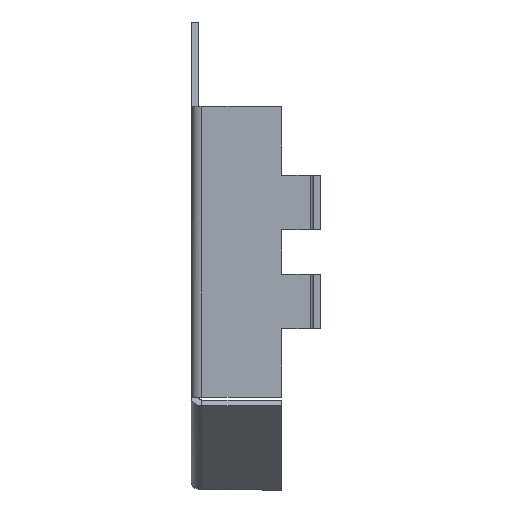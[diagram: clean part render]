
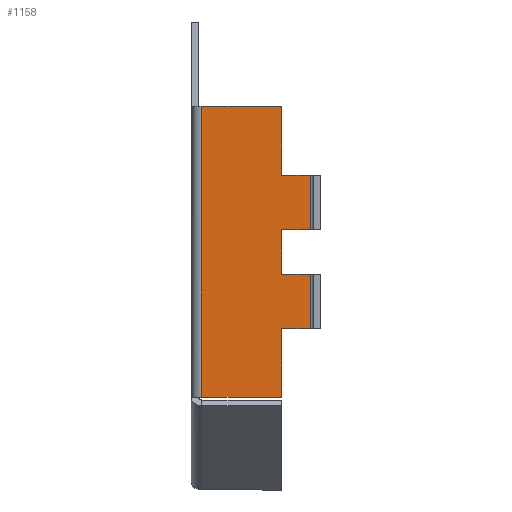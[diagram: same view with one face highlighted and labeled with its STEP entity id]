
A CAD part, left-side view. The second image highlights one B-rep face of the part: STEP entity #1158.
In plain terms, the highlighted planar face has unit normal (-1, 0, 0).
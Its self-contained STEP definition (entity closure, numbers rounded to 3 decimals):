
#37 = AXIS2_PLACEMENT_3D ( 'NONE', #3412, #2165, #3122 ) ;
#59 = DIRECTION ( 'NONE',  ( 0., 1., 0. ) ) ;
#61 = CARTESIAN_POINT ( 'NONE',  ( -10.55, -3., -2.54 ) ) ;
#70 = VERTEX_POINT ( 'NONE', #2469 ) ;
#82 = LINE ( 'NONE', #1369, #2226 ) ;
#181 = VERTEX_POINT ( 'NONE', #2597 ) ;
#260 = CARTESIAN_POINT ( 'NONE',  ( -10.55, -3., 0. ) ) ;
#323 = EDGE_CURVE ( 'NONE', #3406, #3305, #2392, .T. ) ;
#406 = LINE ( 'NONE', #1615, #3832 ) ;
#484 = EDGE_CURVE ( 'NONE', #3827, #3568, #3211, .T. ) ;
#486 = ORIENTED_EDGE ( 'NONE', *, *, #1193, .F. ) ;
#488 = EDGE_CURVE ( 'NONE', #3392, #3305, #3907, .T. ) ;
#502 = DIRECTION ( 'NONE',  ( 0., 0., 1. ) ) ;
#595 = CARTESIAN_POINT ( 'NONE',  ( -10.55, -0.35, -4.815 ) ) ;
#603 = EDGE_CURVE ( 'NONE', #1260, #181, #2055, .T. ) ;
#607 = ORIENTED_EDGE ( 'NONE', *, *, #488, .F. ) ;
#634 = VECTOR ( 'NONE', #3005, 1000. ) ;
#682 = DIRECTION ( 'NONE',  ( 0., 0., 1. ) ) ;
#701 = VECTOR ( 'NONE', #2369, 1000. ) ;
#726 = ORIENTED_EDGE ( 'NONE', *, *, #1042, .T. ) ;
#738 = DIRECTION ( 'NONE',  ( 0., 0., -1. ) ) ;
#858 = VECTOR ( 'NONE', #502, 1000. ) ;
#992 = CARTESIAN_POINT ( 'NONE',  ( -10.55, 0., 4.825 ) ) ;
#1042 = EDGE_CURVE ( 'NONE', #70, #3774, #3686, .T. ) ;
#1158 = ADVANCED_FACE ( 'NONE', ( #2144 ), #3742, .F. ) ;
#1161 = CARTESIAN_POINT ( 'NONE',  ( -10.55, -3.95, -0.74 ) ) ;
#1193 = EDGE_CURVE ( 'NONE', #2898, #1390, #3981, .T. ) ;
#1243 = CARTESIAN_POINT ( 'NONE',  ( -10.55, -3., 0.74 ) ) ;
#1260 = VERTEX_POINT ( 'NONE', #1161 ) ;
#1369 = CARTESIAN_POINT ( 'NONE',  ( -10.55, 0., -4.815 ) ) ;
#1390 = VERTEX_POINT ( 'NONE', #1243 ) ;
#1480 = EDGE_CURVE ( 'NONE', #1738, #3406, #82, .T. ) ;
#1562 = LINE ( 'NONE', #1878, #3979 ) ;
#1615 = CARTESIAN_POINT ( 'NONE',  ( -10.55, -3.95, -0.74 ) ) ;
#1660 = CARTESIAN_POINT ( 'NONE',  ( -10.55, -3.95, 2.54 ) ) ;
#1718 = CARTESIAN_POINT ( 'NONE',  ( -10.55, -3., 4.825 ) ) ;
#1738 = VERTEX_POINT ( 'NONE', #595 ) ;
#1783 = CARTESIAN_POINT ( 'NONE',  ( -10.55, -3.95, 2.54 ) ) ;
#1878 = CARTESIAN_POINT ( 'NONE',  ( -10.55, -0.35, 4.825 ) ) ;
#2032 = CARTESIAN_POINT ( 'NONE',  ( -10.55, -3.95, -0.74 ) ) ;
#2055 = LINE ( 'NONE', #2032, #2753 ) ;
#2084 = LINE ( 'NONE', #3681, #858 ) ;
#2144 = FACE_OUTER_BOUND ( 'NONE', #2715, .T. ) ;
#2165 = DIRECTION ( 'NONE',  ( 1., 0., 0. ) ) ;
#2171 = CARTESIAN_POINT ( 'NONE',  ( -10.55, -3., -4.815 ) ) ;
#2176 = EDGE_CURVE ( 'NONE', #181, #1390, #3103, .T. ) ;
#2220 = VECTOR ( 'NONE', #59, 1000. ) ;
#2226 = VECTOR ( 'NONE', #3847, 1000. ) ;
#2369 = DIRECTION ( 'NONE',  ( 0., 1., 0. ) ) ;
#2392 = LINE ( 'NONE', #2681, #3023 ) ;
#2469 = CARTESIAN_POINT ( 'NONE',  ( -10.55, -3.95, 2.54 ) ) ;
#2474 = EDGE_CURVE ( 'NONE', #1260, #3392, #406, .T. ) ;
#2478 = EDGE_CURVE ( 'NONE', #70, #2898, #3837, .T. ) ;
#2494 = VECTOR ( 'NONE', #2496, 1000. ) ;
#2496 = DIRECTION ( 'NONE',  ( 0., 0., 1. ) ) ;
#2526 = ORIENTED_EDGE ( 'NONE', *, *, #323, .T. ) ;
#2597 = CARTESIAN_POINT ( 'NONE',  ( -10.55, -3., -0.74 ) ) ;
#2607 = DIRECTION ( 'NONE',  ( 0., 1., 0. ) ) ;
#2638 = CARTESIAN_POINT ( 'NONE',  ( -10.55, -3.95, 0.74 ) ) ;
#2680 = ORIENTED_EDGE ( 'NONE', *, *, #2745, .F. ) ;
#2681 = CARTESIAN_POINT ( 'NONE',  ( -10.55, -3., 0. ) ) ;
#2715 = EDGE_LOOP ( 'NONE', ( #2680, #3279, #2526, #607, #3573, #4080, #3990, #486, #3093, #726, #3807, #3706 ) ) ;
#2745 = EDGE_CURVE ( 'NONE', #1738, #3568, #1562, .T. ) ;
#2753 = VECTOR ( 'NONE', #2991, 1000. ) ;
#2898 = VERTEX_POINT ( 'NONE', #2638 ) ;
#2991 = DIRECTION ( 'NONE',  ( 0., 1., 0. ) ) ;
#3005 = DIRECTION ( 'NONE',  ( 0., 1., 0. ) ) ;
#3023 = VECTOR ( 'NONE', #3958, 1000. ) ;
#3026 = VECTOR ( 'NONE', #2607, 1000. ) ;
#3093 = ORIENTED_EDGE ( 'NONE', *, *, #2478, .F. ) ;
#3103 = LINE ( 'NONE', #260, #2494 ) ;
#3122 = DIRECTION ( 'NONE',  ( 0., 1., 0. ) ) ;
#3211 = LINE ( 'NONE', #992, #2220 ) ;
#3279 = ORIENTED_EDGE ( 'NONE', *, *, #1480, .T. ) ;
#3305 = VERTEX_POINT ( 'NONE', #61 ) ;
#3392 = VERTEX_POINT ( 'NONE', #3673 ) ;
#3406 = VERTEX_POINT ( 'NONE', #2171 ) ;
#3412 = CARTESIAN_POINT ( 'NONE',  ( -10.55, 0., 0. ) ) ;
#3430 = VECTOR ( 'NONE', #3564, 1000. ) ;
#3541 = CARTESIAN_POINT ( 'NONE',  ( -10.55, -0.35, 4.825 ) ) ;
#3544 = CARTESIAN_POINT ( 'NONE',  ( -10.55, -3.95, -2.54 ) ) ;
#3564 = DIRECTION ( 'NONE',  ( 0., 0., -1. ) ) ;
#3568 = VERTEX_POINT ( 'NONE', #3541 ) ;
#3573 = ORIENTED_EDGE ( 'NONE', *, *, #2474, .F. ) ;
#3673 = CARTESIAN_POINT ( 'NONE',  ( -10.55, -3.95, -2.54 ) ) ;
#3681 = CARTESIAN_POINT ( 'NONE',  ( -10.55, -3., 0. ) ) ;
#3686 = LINE ( 'NONE', #1783, #634 ) ;
#3706 = ORIENTED_EDGE ( 'NONE', *, *, #484, .T. ) ;
#3742 = PLANE ( 'NONE',  #37 ) ;
#3774 = VERTEX_POINT ( 'NONE', #3874 ) ;
#3807 = ORIENTED_EDGE ( 'NONE', *, *, #3972, .T. ) ;
#3827 = VERTEX_POINT ( 'NONE', #1718 ) ;
#3832 = VECTOR ( 'NONE', #738, 1000. ) ;
#3837 = LINE ( 'NONE', #1660, #3430 ) ;
#3847 = DIRECTION ( 'NONE',  ( 0., -1., 0. ) ) ;
#3874 = CARTESIAN_POINT ( 'NONE',  ( -10.55, -3., 2.54 ) ) ;
#3907 = LINE ( 'NONE', #3544, #3026 ) ;
#3937 = CARTESIAN_POINT ( 'NONE',  ( -10.55, -3.95, 0.74 ) ) ;
#3958 = DIRECTION ( 'NONE',  ( 0., 0., 1. ) ) ;
#3972 = EDGE_CURVE ( 'NONE', #3774, #3827, #2084, .T. ) ;
#3979 = VECTOR ( 'NONE', #682, 1000. ) ;
#3981 = LINE ( 'NONE', #3937, #701 ) ;
#3990 = ORIENTED_EDGE ( 'NONE', *, *, #2176, .T. ) ;
#4080 = ORIENTED_EDGE ( 'NONE', *, *, #603, .T. ) ;
